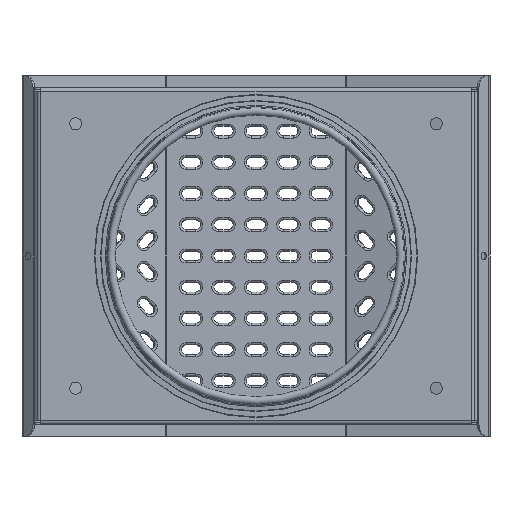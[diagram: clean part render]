
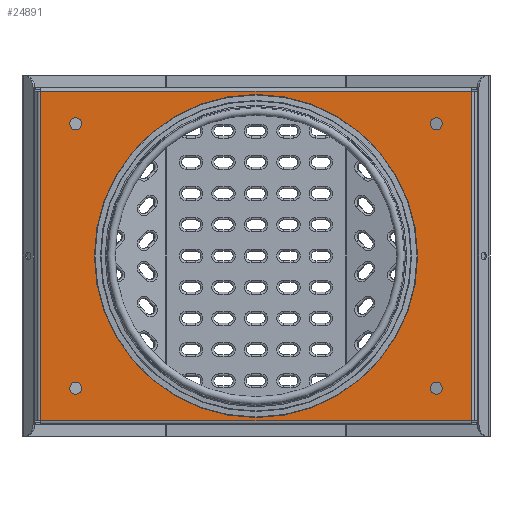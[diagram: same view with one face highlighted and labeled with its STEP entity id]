
A CAD part, front view. The second image highlights one B-rep face of the part: STEP entity #24891.
In plain terms, the highlighted planar face has unit normal (0, -1, 0).
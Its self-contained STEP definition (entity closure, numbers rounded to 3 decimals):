
#543=FACE_BOUND('',#2972,.T.);
#544=FACE_BOUND('',#2973,.T.);
#545=FACE_BOUND('',#2974,.T.);
#546=FACE_BOUND('',#2975,.T.);
#547=FACE_BOUND('',#2976,.T.);
#951=PLANE('',#26513);
#1391=FACE_OUTER_BOUND('',#2971,.T.);
#2971=EDGE_LOOP('',(#16764,#16765,#16766,#16767));
#2972=EDGE_LOOP('',(#16768));
#2973=EDGE_LOOP('',(#16769));
#2974=EDGE_LOOP('',(#16770));
#2975=EDGE_LOOP('',(#16771));
#2976=EDGE_LOOP('',(#16772));
#4917=LINE('',#39279,#6635);
#4935=LINE('',#39324,#6653);
#4941=LINE('',#39345,#6659);
#4960=LINE('',#39388,#6678);
#6635=VECTOR('',#30226,137.2);
#6653=VECTOR('',#30276,179.145);
#6659=VECTOR('',#30300,137.2);
#6678=VECTOR('',#30349,179.145);
#8325=CIRCLE('',#26453,2.5);
#8327=CIRCLE('',#26456,2.5);
#8329=CIRCLE('',#26459,2.5);
#8331=CIRCLE('',#26462,2.5);
#8334=CIRCLE('',#26466,63.5);
#10429=VERTEX_POINT('',#39248);
#10431=VERTEX_POINT('',#39253);
#10433=VERTEX_POINT('',#39258);
#10435=VERTEX_POINT('',#39263);
#10438=VERTEX_POINT('',#39270);
#10441=VERTEX_POINT('',#39276);
#10442=VERTEX_POINT('',#39278);
#10453=VERTEX_POINT('',#39323);
#10459=VERTEX_POINT('',#39344);
#12816=EDGE_CURVE('',#10429,#10429,#8325,.T.);
#12818=EDGE_CURVE('',#10431,#10431,#8327,.T.);
#12820=EDGE_CURVE('',#10433,#10433,#8329,.T.);
#12822=EDGE_CURVE('',#10435,#10435,#8331,.T.);
#12825=EDGE_CURVE('',#10438,#10438,#8334,.T.);
#12828=EDGE_CURVE('',#10442,#10441,#4917,.T.);
#12851=EDGE_CURVE('',#10442,#10453,#4935,.T.);
#12862=EDGE_CURVE('',#10459,#10453,#4941,.T.);
#12885=EDGE_CURVE('',#10441,#10459,#4960,.T.);
#16764=ORIENTED_EDGE('',*,*,#12828,.T.);
#16765=ORIENTED_EDGE('',*,*,#12885,.T.);
#16766=ORIENTED_EDGE('',*,*,#12862,.T.);
#16767=ORIENTED_EDGE('',*,*,#12851,.F.);
#16768=ORIENTED_EDGE('',*,*,#12816,.T.);
#16769=ORIENTED_EDGE('',*,*,#12818,.T.);
#16770=ORIENTED_EDGE('',*,*,#12820,.T.);
#16771=ORIENTED_EDGE('',*,*,#12822,.T.);
#16772=ORIENTED_EDGE('',*,*,#12825,.T.);
#24891=ADVANCED_FACE('',(#1391,#543,#544,#545,#546,#547),#951,.F.);
#26453=AXIS2_PLACEMENT_3D('',#39249,#30193,#30194);
#26456=AXIS2_PLACEMENT_3D('',#39254,#30199,#30200);
#26459=AXIS2_PLACEMENT_3D('',#39259,#30205,#30206);
#26462=AXIS2_PLACEMENT_3D('',#39264,#30211,#30212);
#26466=AXIS2_PLACEMENT_3D('',#39271,#30219,#30220);
#26513=AXIS2_PLACEMENT_3D('',#39400,#30363,#30364);
#30193=DIRECTION('center_axis',(0.,1.,0.));
#30194=DIRECTION('ref_axis',(1.,0.,0.));
#30199=DIRECTION('center_axis',(0.,1.,0.));
#30200=DIRECTION('ref_axis',(1.,0.,0.));
#30205=DIRECTION('center_axis',(0.,1.,0.));
#30206=DIRECTION('ref_axis',(1.,0.,0.));
#30211=DIRECTION('center_axis',(0.,1.,0.));
#30212=DIRECTION('ref_axis',(1.,0.,0.));
#30219=DIRECTION('center_axis',(0.,1.,0.));
#30220=DIRECTION('ref_axis',(-1.,0.,0.));
#30226=DIRECTION('',(0.,0.,-1.));
#30276=DIRECTION('',(1.,0.,0.));
#30300=DIRECTION('',(0.,0.,1.));
#30349=DIRECTION('',(1.,0.,0.));
#30363=DIRECTION('center_axis',(0.,1.,0.));
#30364=DIRECTION('ref_axis',(1.,0.,0.));
#39248=CARTESIAN_POINT('',(-77.5,0.,125.));
#39249=CARTESIAN_POINT('Origin',(-75.,0.,125.));
#39253=CARTESIAN_POINT('',(72.5,0.,15.));
#39254=CARTESIAN_POINT('Origin',(75.,0.,15.));
#39258=CARTESIAN_POINT('',(72.5,0.,125.));
#39259=CARTESIAN_POINT('Origin',(75.,0.,125.));
#39263=CARTESIAN_POINT('',(-77.5,0.,15.));
#39264=CARTESIAN_POINT('Origin',(-75.,0.,15.));
#39270=CARTESIAN_POINT('',(63.5,0.,70.));
#39271=CARTESIAN_POINT('Origin',(0.,0.,70.));
#39276=CARTESIAN_POINT('',(-89.572,0.,1.4));
#39278=CARTESIAN_POINT('',(-89.572,0.,138.6));
#39279=CARTESIAN_POINT('',(-89.572,0.,86.662));
#39323=CARTESIAN_POINT('',(89.572,0.,138.6));
#39324=CARTESIAN_POINT('',(0.,0.,138.6));
#39344=CARTESIAN_POINT('',(89.572,0.,1.4));
#39345=CARTESIAN_POINT('',(89.572,0.,18.062));
#39388=CARTESIAN_POINT('',(0.,0.,1.4));
#39400=CARTESIAN_POINT('Origin',(0.,0.,
34.724));
